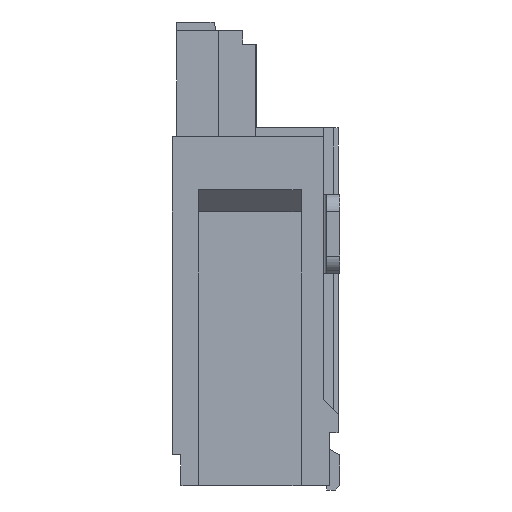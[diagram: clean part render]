
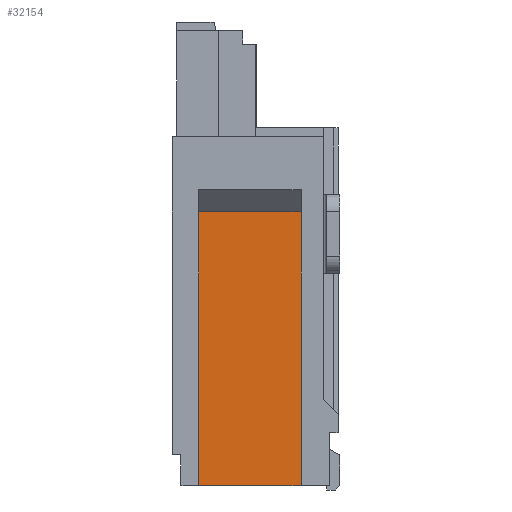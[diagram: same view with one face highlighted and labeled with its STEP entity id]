
A CAD part, left-side view. The second image highlights one B-rep face of the part: STEP entity #32154.
In plain terms, the highlighted planar face has unit normal (-1, 0, 0).
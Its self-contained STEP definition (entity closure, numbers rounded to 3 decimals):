
#11811=DIRECTION('',(0.,-1.,0.));
#11812=VECTOR('',#11811,1.16);
#11813=CARTESIAN_POINT('',(-6.1,1.58,-4.05));
#11814=LINE('',#11813,#11812);
#11835=DIRECTION('',(0.,1.,0.));
#11836=VECTOR('',#11835,1.16);
#11837=CARTESIAN_POINT('',(-6.1,0.42,-0.95));
#11838=LINE('',#11837,#11836);
#11839=DIRECTION('',(0.,0.,1.));
#11840=VECTOR('',#11839,3.1);
#11841=CARTESIAN_POINT('',(-6.1,1.58,-4.05));
#11842=LINE('',#11841,#11840);
#11851=DIRECTION('',(0.,0.,1.));
#11852=VECTOR('',#11851,3.1);
#11853=CARTESIAN_POINT('',(-6.1,0.42,-4.05));
#11854=LINE('',#11853,#11852);
#12100=CARTESIAN_POINT('',(-6.1,1.58,-4.05));
#12101=CARTESIAN_POINT('',(-6.1,0.42,-4.05));
#12102=VERTEX_POINT('',#12100);
#12103=VERTEX_POINT('',#12101);
#12170=CARTESIAN_POINT('',(-6.1,1.58,-0.95));
#12172=VERTEX_POINT('',#12170);
#12176=CARTESIAN_POINT('',(-6.1,0.42,-0.95));
#12177=VERTEX_POINT('',#12176);
#32140=CARTESIAN_POINT('',(-6.1,1.58,-4.05));
#32141=DIRECTION('',(1.,0.,0.));
#32142=DIRECTION('',(0.,-1.,0.));
#32143=AXIS2_PLACEMENT_3D('',#32140,#32141,#32142);
#32144=PLANE('',#32143);
#32146=ORIENTED_EDGE('',*,*,#32145,.F.);
#32148=ORIENTED_EDGE('',*,*,#32147,.F.);
#32149=ORIENTED_EDGE('',*,*,#32125,.F.);
#32151=ORIENTED_EDGE('',*,*,#32150,.T.);
#32152=EDGE_LOOP('',(#32146,#32148,#32149,#32151));
#32153=FACE_OUTER_BOUND('',#32152,.F.);
#32154=ADVANCED_FACE('',(#32153),#32144,.F.);
#32125=EDGE_CURVE('',#12102,#12103,#11814,.T.);
#32145=EDGE_CURVE('',#12177,#12172,#11838,.T.);
#32147=EDGE_CURVE('',#12103,#12177,#11854,.T.);
#32150=EDGE_CURVE('',#12102,#12172,#11842,.T.);
